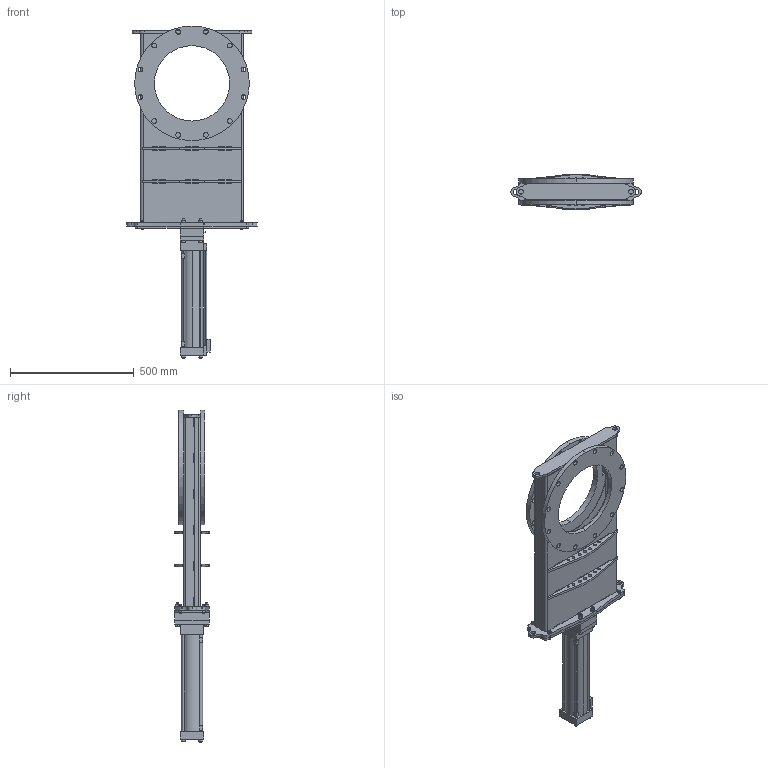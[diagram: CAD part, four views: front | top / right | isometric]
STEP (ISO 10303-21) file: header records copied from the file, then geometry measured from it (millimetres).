
FILE_DESCRIPTION (( 'STEP AP203' ), '1' );
FILE_NAME ('116215-02.STEP', '2014-09-22T19:17:30', ( '' ), ( '' ), 'SwSTEP 2.0', 'SolidWorks 2014', '' );
FILE_SCHEMA (( 'CONFIG_CONTROL_DESIGN' ));
Length unit declared in the file: inch
Products named in the file (1): 116215-02
Bounding box: 526.98 x 139.7 x 1342.48 mm (x, y, z)
Surface area: 2177460.6 mm2 (no closed solid volume)
Topology: 0 solids, 86 shells, 704 faces, 2338 edges, 1680 vertices
Faces by surface type: plane 353, cylinder 264, cone 87
Entity records: 26932 total; most frequent: CARTESIAN_POINT 6291, DIRECTION 4341, ORIENTED_EDGE 3677, EDGE_CURVE 2330, VERTEX_POINT 1680, AXIS2_PLACEMENT_3D 1516, VECTOR 1309, LINE 1309
